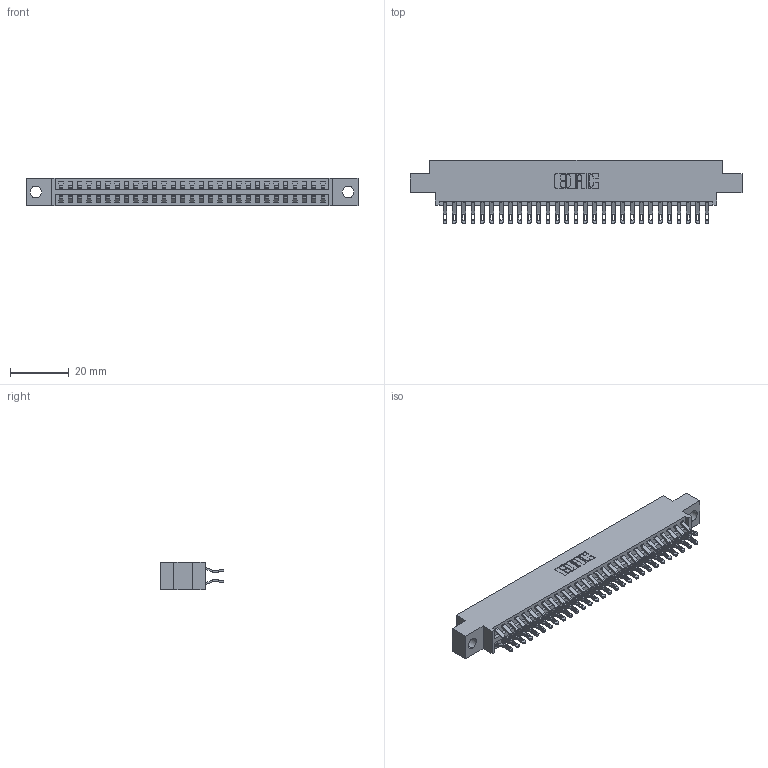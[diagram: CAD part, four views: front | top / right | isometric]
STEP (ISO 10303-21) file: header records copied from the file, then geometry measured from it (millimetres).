
FILE_DESCRIPTION (( 'STEP AP203' ), '1' );
FILE_NAME ('346-058-555-804.STEP', '2022-05-21T09:00:08', ( '' ), ( '' ), 'SwSTEP 2.0', 'SolidWorks 2020', '' );
FILE_SCHEMA (( 'CONFIG_CONTROL_DESIGN' ));
Length unit declared in the file: inch
Products named in the file (3): 346-058-555-804; 345-292-001_555 Tail; 346 Part_0.170 Offset - 0.156 Dia-TH
Assembly tree (59 placements, depth 2):
  346-058-555-804
    346 Part_0.170 Offset - 0.156 Dia-TH
    345-292-001_555 Tail  x58
Bounding box: 112.65 x 21.46 x 9.4 mm (x, y, z)
Volume: 10791.4 mm3; surface area: 15256.3 mm2
Topology: 59 solids, 59 shells, 3504 faces, 10991 edges, 7326 vertices
Faces by surface type: plane 2008, cylinder 1496
Entity records: 21553 total; most frequent: CARTESIAN_POINT 3612, ORIENTED_EDGE 3514, DIRECTION 3201, EDGE_CURVE 1757, VECTOR 1489, LINE 1489, VERTEX_POINT 1170, AXIS2_PLACEMENT_3D 856
